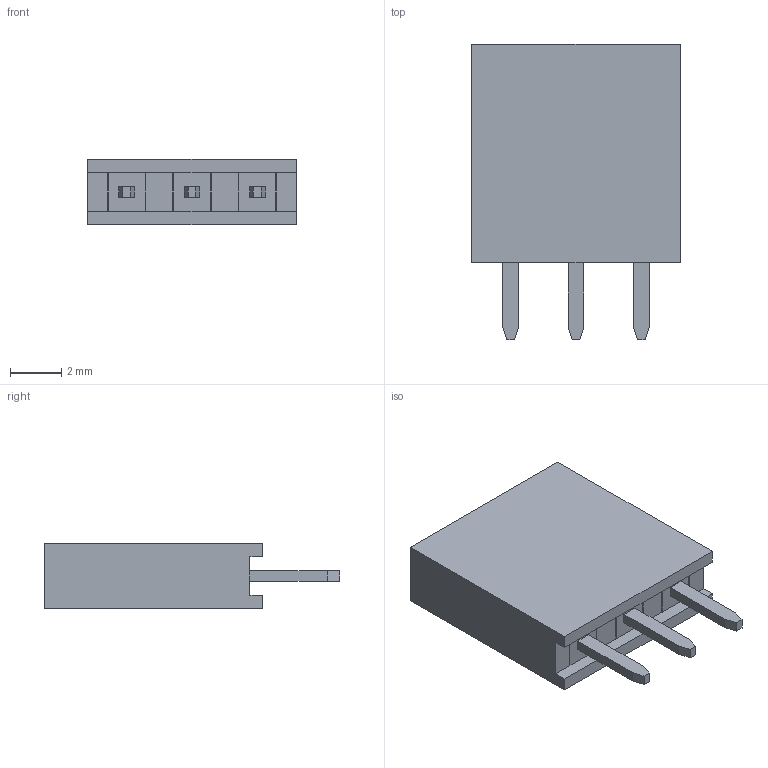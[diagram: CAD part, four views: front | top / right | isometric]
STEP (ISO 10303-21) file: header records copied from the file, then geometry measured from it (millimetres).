
FILE_DESCRIPTION(('FreeCAD Model'),'2;1');
FILE_NAME('Open CASCADE Shape Model','2022-04-17T17:43:27',('Author'),( ''),'Open CASCADE STEP processor 7.5','FreeCAD','Unknown');
FILE_SCHEMA(('AUTOMOTIVE_DESIGN { 1 0 10303 214 1 1 1 1 }'));
Length unit declared in the file: millimetre
Products named in the file (1): User Library-zl262-3s_p2-54_l8-12_w2-54_h8-5
Bounding box: 8.12 x 11.5 x 2.54 mm (x, y, z)
Volume: 156.7 mm3; surface area: 443.2 mm2
Topology: 1 solids, 1 shells, 97 faces, 246 edges, 160 vertices
Faces by surface type: plane 97
Entity records: 6338 total; most frequent: CARTESIAN_POINT 996, DIRECTION 934, LINE 738, VECTOR 738, ORIENTED_EDGE 492, PCURVE 492, DEFINITIONAL_REPRESENTATION 492, EDGE_CURVE 246
